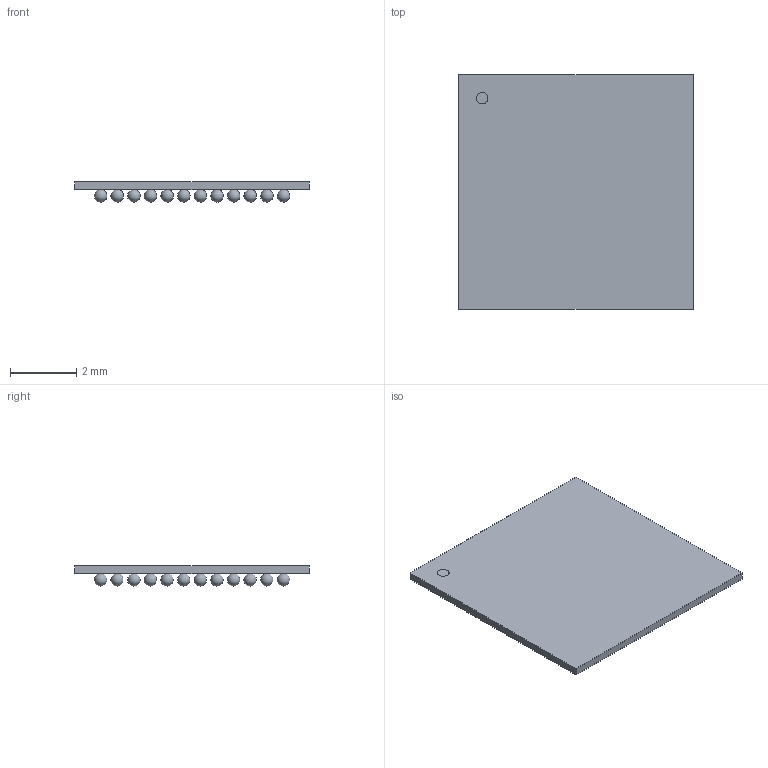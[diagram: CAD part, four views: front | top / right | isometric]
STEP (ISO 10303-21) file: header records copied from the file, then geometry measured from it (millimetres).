
FILE_DESCRIPTION(/* description */ (''),/* implementation_level */ '2;1');
FILE_NAME(/* name */ '100-UFBGA.step',/* time_stamp */ '2021-09-08T15:26:04+03:00',/* author */ (''),/* organization */ (''),/* preprocessor_version */ 'ST-DEVELOPER v18.1',/* originating_system */ 'Autodesk Translation Framework v10.10.0.1391',/* authorisation */ '');
FILE_SCHEMA (('AUTOMOTIVE_DESIGN { 1 0 10303 214 3 1 1 }'));
Length unit declared in the file: millimetre
Products named in the file (1): (Unsaved)
Bounding box: 7.06 x 7.06 x 0.61 mm (x, y, z)
Volume: 14.4 mm3; surface area: 152 mm2
Topology: 102 solids, 102 shells, 109 faces, 315 edges, 210 vertices
Faces by surface type: sphere 100, plane 8, cylinder 1
Full cylindrical faces by diameter (mm): 0.353 x1
Entity records: 2666 total; most frequent: DIRECTION 437, CARTESIAN_POINT 435, ORIENTED_EDGE 230, AXIS2_PLACEMENT_3D 212, STYLED_ITEM 211, VERTEX_POINT 210, EDGE_CURVE 115, FACE_OUTER_BOUND 109
